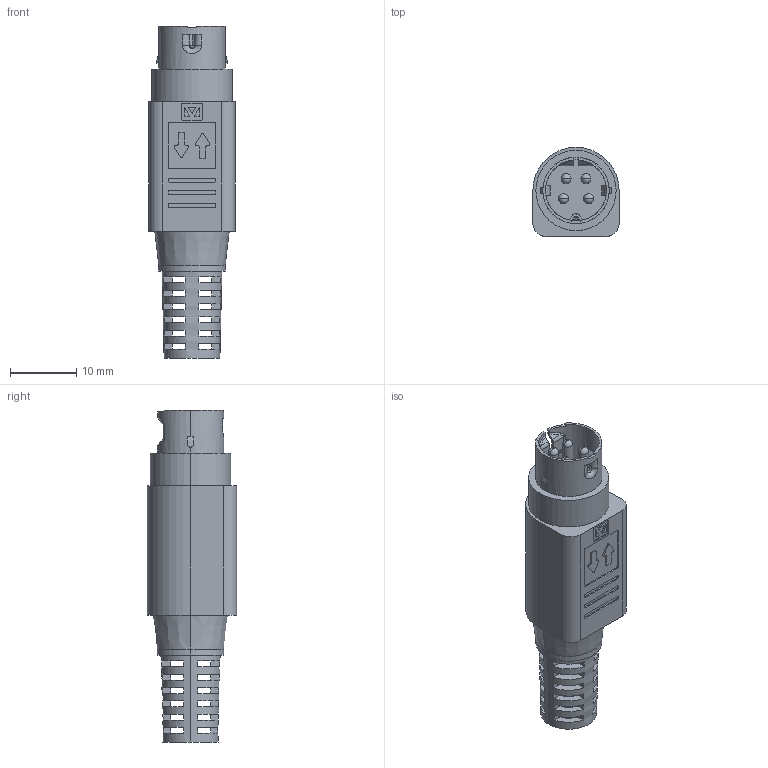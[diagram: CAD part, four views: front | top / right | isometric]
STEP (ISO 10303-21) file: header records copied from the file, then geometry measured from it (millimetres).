
FILE_DESCRIPTION (( 'STEP AP214' ), '1' );
FILE_NAME ('KPPX-4P_rA8.STEP', '2012-06-13T19:03:10', ( ' ' ), ( ' ' ), 'SwSTEP 2.0', 'SolidWorks 2007', '' );
FILE_SCHEMA (( 'AUTOMOTIVE_DESIGN' ));
Length unit declared in the file: millimetre
Products named in the file (1): KPPX-4P_rA8
Bounding box: 13 x 13.42 x 50 mm (x, y, z)
Volume: 3386.1 mm3; surface area: 3542.7 mm2
Topology: 1 solids, 1 shells, 354 faces, 949 edges, 618 vertices
Faces by surface type: plane 215, cylinder 103, bspline 18, sphere 10, cone 8
Entity records: 14471 total; most frequent: CARTESIAN_POINT 2898, ORIENTED_EDGE 1866, DIRECTION 1831, EDGE_CURVE 933, AXIS2_PLACEMENT_3D 671, VERTEX_POINT 610, VECTOR 489, LINE 489
